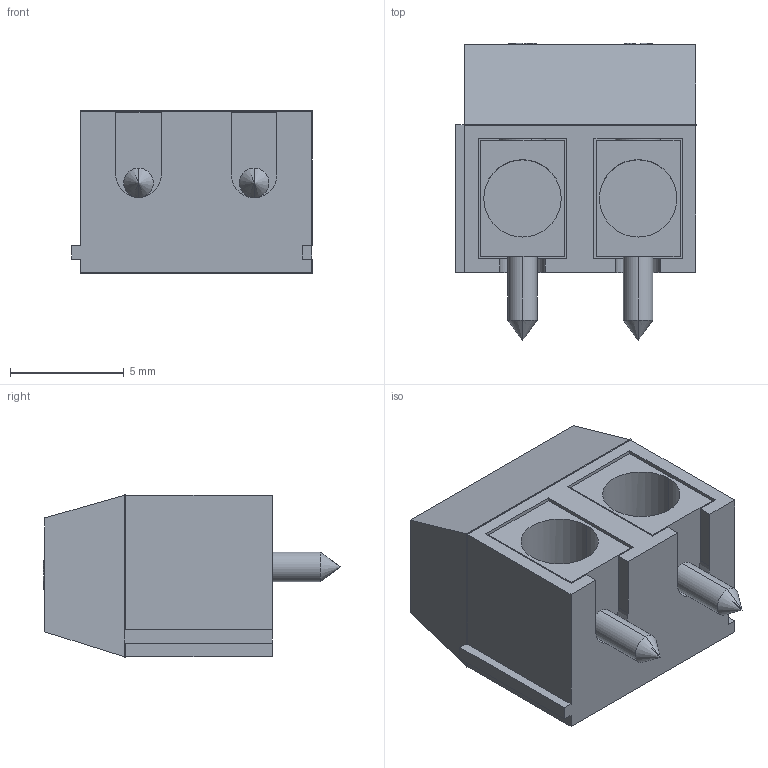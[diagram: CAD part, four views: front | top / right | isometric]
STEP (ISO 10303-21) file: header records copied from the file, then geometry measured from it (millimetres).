
FILE_DESCRIPTION (( 'STEP AP214' ), '1' );
FILE_NAME ('ScrewTerminal_2.STEP', '2020-10-06T11:23:33', ( '' ), ( '' ), 'SwSTEP 2.0', 'SolidWorks 2019', '' );
FILE_SCHEMA (( 'AUTOMOTIVE_DESIGN' ));
Length unit declared in the file: millimetre
Products named in the file (4): pan head cross recess screw_iso_ISO 7045 - M2 x 3 - Z - 3C; TerminalBlockCasing; ScrewTerminal_2; TerminalBlockInsert
Assembly tree (5 placements, depth 2):
  ScrewTerminal_2
    TerminalBlockCasing
    TerminalBlockInsert  x2
    pan head cross recess screw_iso_ISO 7045 - M2 x 3 - Z - 3C  x2
Bounding box: 10.58 x 13.07 x 7.14 mm (x, y, z)
Volume: 542.3 mm3; surface area: 1377.8 mm2
Topology: 5 solids, 5 shells, 177 faces, 438 edges, 272 vertices
Faces by surface type: plane 107, cylinder 32, cone 26, torus 8, sphere 4
Entity records: 3780 total; most frequent: CARTESIAN_POINT 689, DIRECTION 627, ORIENTED_EDGE 596, EDGE_CURVE 298, AXIS2_PLACEMENT_3D 217, LINE 193, VECTOR 193, VERTEX_POINT 191
